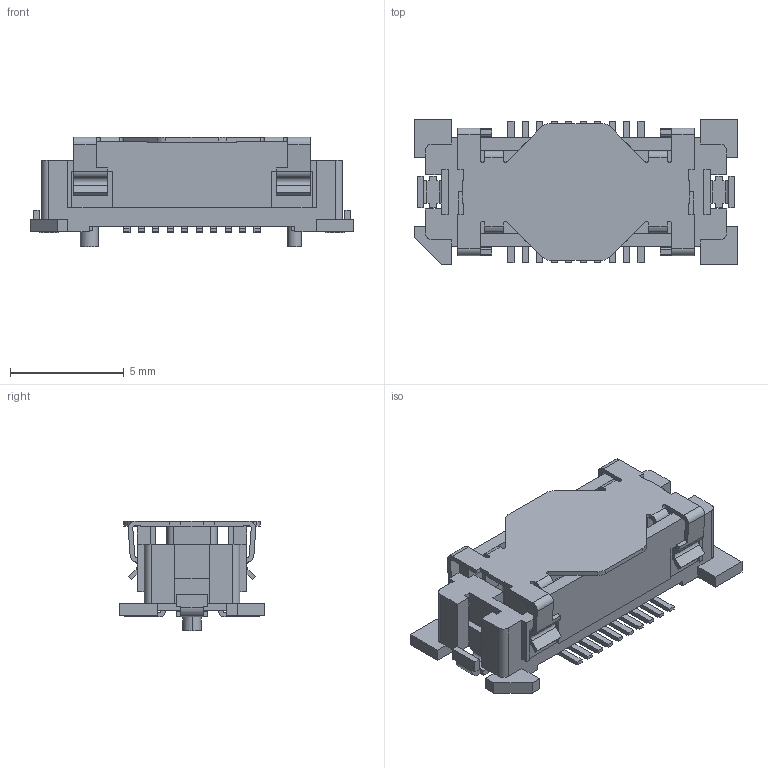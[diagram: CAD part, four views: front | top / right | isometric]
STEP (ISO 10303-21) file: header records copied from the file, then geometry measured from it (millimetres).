
FILE_DESCRIPTION(('FreeCAD Model'),'2;1');
FILE_NAME('_28850274_cp.step', '2019-10-24T09:04:39',('kicad StepUp'),('ksu MCAD'), 'Open CASCADE STEP processor 7.3','FreeCAD','Unknown');
FILE_SCHEMA(('AUTOMOTIVE_DESIGN { 1 0 10303 214 1 1 1 1 }'));
Length unit declared in the file: millimetre
Products named in the file (1): _28850274_cp
Bounding box: 14.22 x 6.4 x 4.8 mm (x, y, z)
Volume: 162.8 mm3; surface area: 585.3 mm2
Topology: 1 solids, 1 shells, 690 faces, 1971 edges, 1310 vertices
Faces by surface type: plane 562, cylinder 128
Entity records: 53152 total; most frequent: CARTESIAN_POINT 8634, DIRECTION 7439, LINE 5385, VECTOR 5385, ORIENTED_EDGE 3942, PCURVE 3942, DEFINITIONAL_REPRESENTATION 3942, EDGE_CURVE 1971
